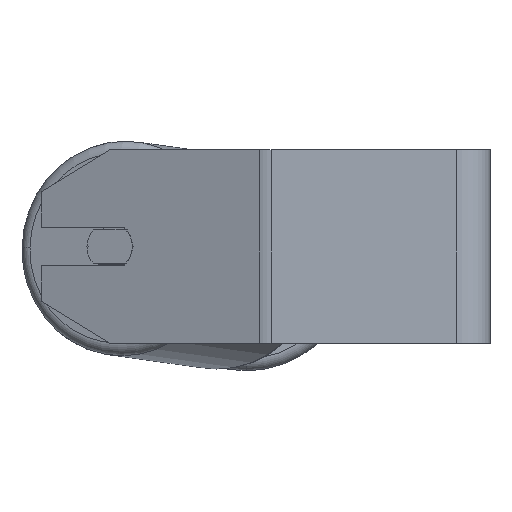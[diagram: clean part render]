
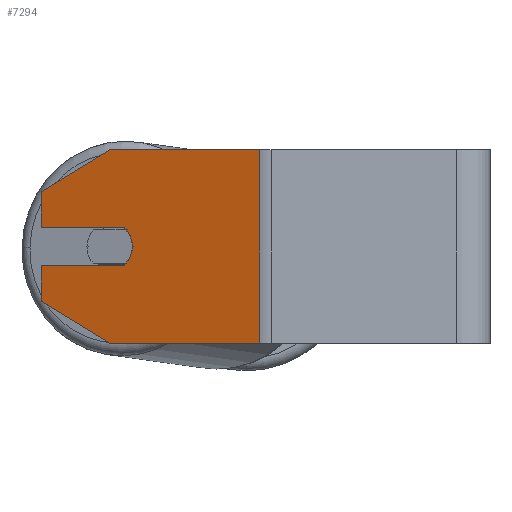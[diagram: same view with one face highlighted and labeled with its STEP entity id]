
A CAD part, left-side view. The second image highlights one B-rep face of the part: STEP entity #7294.
In plain terms, the highlighted planar face has unit normal (-0.94, 0.342, 0).
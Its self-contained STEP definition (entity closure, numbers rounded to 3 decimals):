
#38 = CARTESIAN_POINT ( 'NONE',  ( -216.278, 185.801, -8. ) ) ;
#203 = CARTESIAN_POINT ( 'NONE',  ( -216.278, 185.801, 40. ) ) ;
#261 = DIRECTION ( 'NONE',  ( 0.342, 0.94, 0. ) ) ;
#263 = ORIENTED_EDGE ( 'NONE', *, *, #6847, .T. ) ;
#312 = ORIENTED_EDGE ( 'NONE', *, *, #6901, .F. ) ;
#360 = VECTOR ( 'NONE', #1951, 1000. ) ;
#457 = AXIS2_PLACEMENT_3D ( 'NONE', #6004, #4221, #993 ) ;
#592 = EDGE_CURVE ( 'NONE', #7884, #6956, #1809, .T. ) ;
#643 = DIRECTION ( 'NONE',  ( 0., 0., -1. ) ) ;
#785 = CARTESIAN_POINT ( 'NONE',  ( -228.59, 151.972, 8. ) ) ;
#894 = CARTESIAN_POINT ( 'NONE',  ( -216.278, 185.801, 40. ) ) ;
#902 = VECTOR ( 'NONE', #4009, 1000. ) ;
#934 = EDGE_CURVE ( 'NONE', #6956, #3726, #4102, .T. ) ;
#939 = VERTEX_POINT ( 'NONE', #4230 ) ;
#954 = ORIENTED_EDGE ( 'NONE', *, *, #934, .T. ) ;
#993 = DIRECTION ( 'NONE',  ( -0.342, -0.94, 0. ) ) ;
#1060 = CARTESIAN_POINT ( 'NONE',  ( -249.156, 95.469, -40. ) ) ;
#1310 = VERTEX_POINT ( 'NONE', #3590 ) ;
#1370 = EDGE_CURVE ( 'NONE', #1651, #939, #2192, .T. ) ;
#1401 = LINE ( 'NONE', #785, #360 ) ;
#1651 = VERTEX_POINT ( 'NONE', #5782 ) ;
#1809 = LINE ( 'NONE', #6321, #8042 ) ;
#1810 = DIRECTION ( 'NONE',  ( -0.296, -0.814, -0.5 ) ) ;
#1951 = DIRECTION ( 'NONE',  ( 0.342, 0.94, 0. ) ) ;
#2174 = ORIENTED_EDGE ( 'NONE', *, *, #3234, .T. ) ;
#2192 = CIRCLE ( 'NONE', #457, 10. ) ;
#2490 = ORIENTED_EDGE ( 'NONE', *, *, #1370, .F. ) ;
#2527 = LINE ( 'NONE', #7044, #5343 ) ;
#2531 = ORIENTED_EDGE ( 'NONE', *, *, #3413, .T. ) ;
#2539 = CARTESIAN_POINT ( 'NONE',  ( -216.278, 185.801, 40. ) ) ;
#2567 = ORIENTED_EDGE ( 'NONE', *, *, #8400, .F. ) ;
#2630 = LINE ( 'NONE', #8401, #902 ) ;
#2716 = CARTESIAN_POINT ( 'NONE',  ( -228.59, 151.972, -8. ) ) ;
#2879 = VECTOR ( 'NONE', #6194, 1000. ) ;
#2924 = CIRCLE ( 'NONE', #8385, 10. ) ;
#3182 = PLANE ( 'NONE',  #6331 ) ;
#3201 = VECTOR ( 'NONE', #5138, 1000. ) ;
#3234 = EDGE_CURVE ( 'NONE', #3444, #3330, #4920, .T. ) ;
#3330 = VERTEX_POINT ( 'NONE', #1060 ) ;
#3374 = CARTESIAN_POINT ( 'NONE',  ( -228.59, 151.972, 8. ) ) ;
#3413 = EDGE_CURVE ( 'NONE', #1310, #3444, #2527, .T. ) ;
#3444 = VERTEX_POINT ( 'NONE', #8293 ) ;
#3580 = LINE ( 'NONE', #2716, #5653 ) ;
#3590 = CARTESIAN_POINT ( 'NONE',  ( -216.278, 185.801, -22.679 ) ) ;
#3610 = DIRECTION ( 'NONE',  ( -0.342, -0.94, 0. ) ) ;
#3615 = VECTOR ( 'NONE', #643, 1000. ) ;
#3726 = VERTEX_POINT ( 'NONE', #6101 ) ;
#3814 = FACE_OUTER_BOUND ( 'NONE', #7938, .T. ) ;
#4009 = DIRECTION ( 'NONE',  ( 0., 0., -1. ) ) ;
#4102 = LINE ( 'NONE', #203, #2879 ) ;
#4148 = VERTEX_POINT ( 'NONE', #38 ) ;
#4221 = DIRECTION ( 'NONE',  ( -0.94, 0.342, 0. ) ) ;
#4230 = CARTESIAN_POINT ( 'NONE',  ( -229.959, 148.213, 0. ) ) ;
#4663 = VECTOR ( 'NONE', #3610, 1000. ) ;
#4738 = DIRECTION ( 'NONE',  ( -0.342, -0.94, 0. ) ) ;
#4802 = DIRECTION ( 'NONE',  ( -0.94, 0.342, 0. ) ) ;
#4815 = CARTESIAN_POINT ( 'NONE',  ( -216.278, 185.801, 22.679 ) ) ;
#4920 = LINE ( 'NONE', #8079, #4663 ) ;
#5138 = DIRECTION ( 'NONE',  ( -0.342, -0.94, 0. ) ) ;
#5343 = VECTOR ( 'NONE', #1810, 1000. ) ;
#5401 = ORIENTED_EDGE ( 'NONE', *, *, #592, .T. ) ;
#5431 = CARTESIAN_POINT ( 'NONE',  ( -226.538, 157.61, 0. ) ) ;
#5511 = CARTESIAN_POINT ( 'NONE',  ( -226.538, 157.61, 40. ) ) ;
#5533 = VERTEX_POINT ( 'NONE', #3374 ) ;
#5653 = VECTOR ( 'NONE', #4738, 1000. ) ;
#5782 = CARTESIAN_POINT ( 'NONE',  ( -228.59, 151.972, -8. ) ) ;
#5986 = DIRECTION ( 'NONE',  ( -0.342, -0.94, 0. ) ) ;
#6004 = CARTESIAN_POINT ( 'NONE',  ( -226.538, 157.61, 0. ) ) ;
#6101 = CARTESIAN_POINT ( 'NONE',  ( -216.278, 185.801, 8. ) ) ;
#6194 = DIRECTION ( 'NONE',  ( 0., 0., -1. ) ) ;
#6321 = CARTESIAN_POINT ( 'NONE',  ( -216.278, 185.801, 22.679 ) ) ;
#6331 = AXIS2_PLACEMENT_3D ( 'NONE', #894, #6751, #261 ) ;
#6439 = ORIENTED_EDGE ( 'NONE', *, *, #6832, .F. ) ;
#6751 = DIRECTION ( 'NONE',  ( 0.94, -0.342, 0. ) ) ;
#6755 = ORIENTED_EDGE ( 'NONE', *, *, #7024, .F. ) ;
#6832 = EDGE_CURVE ( 'NONE', #5533, #3726, #1401, .T. ) ;
#6847 = EDGE_CURVE ( 'NONE', #4148, #1310, #2630, .T. ) ;
#6901 = EDGE_CURVE ( 'NONE', #8039, #3330, #7876, .T. ) ;
#6956 = VERTEX_POINT ( 'NONE', #4815 ) ;
#6969 = ORIENTED_EDGE ( 'NONE', *, *, #7357, .F. ) ;
#7024 = EDGE_CURVE ( 'NONE', #4148, #1651, #3580, .T. ) ;
#7044 = CARTESIAN_POINT ( 'NONE',  ( -226.538, 157.61, -40. ) ) ;
#7146 = CARTESIAN_POINT ( 'NONE',  ( -249.156, 95.469, 40. ) ) ;
#7179 = LINE ( 'NONE', #2539, #3201 ) ;
#7294 = ADVANCED_FACE ( 'NONE', ( #3814 ), #3182, .F. ) ;
#7357 = EDGE_CURVE ( 'NONE', #939, #5533, #2924, .T. ) ;
#7876 = LINE ( 'NONE', #7146, #3615 ) ;
#7884 = VERTEX_POINT ( 'NONE', #5511 ) ;
#7938 = EDGE_LOOP ( 'NONE', ( #2490, #6755, #263, #2531, #2174, #312, #2567, #5401, #954, #6439, #6969 ) ) ;
#8039 = VERTEX_POINT ( 'NONE', #8369 ) ;
#8042 = VECTOR ( 'NONE', #8206, 1000. ) ;
#8079 = CARTESIAN_POINT ( 'NONE',  ( -216.278, 185.801, -40. ) ) ;
#8206 = DIRECTION ( 'NONE',  ( 0.296, 0.814, -0.5 ) ) ;
#8293 = CARTESIAN_POINT ( 'NONE',  ( -226.538, 157.61, -40. ) ) ;
#8369 = CARTESIAN_POINT ( 'NONE',  ( -249.156, 95.469, 40. ) ) ;
#8385 = AXIS2_PLACEMENT_3D ( 'NONE', #5431, #4802, #5986 ) ;
#8400 = EDGE_CURVE ( 'NONE', #7884, #8039, #7179, .T. ) ;
#8401 = CARTESIAN_POINT ( 'NONE',  ( -216.278, 185.801, 40. ) ) ;
